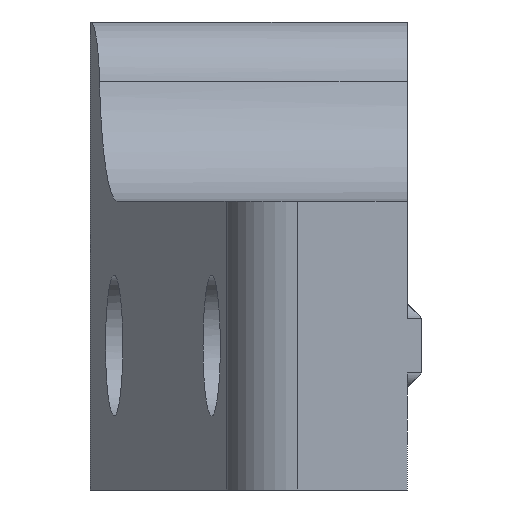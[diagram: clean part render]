
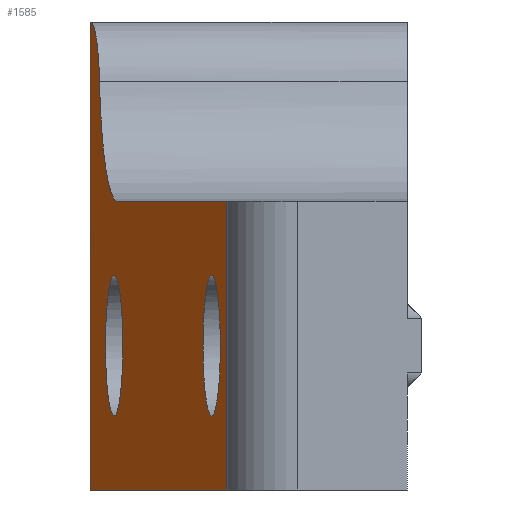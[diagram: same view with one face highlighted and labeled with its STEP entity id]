
A CAD part, left-side view. The second image highlights one B-rep face of the part: STEP entity #1585.
In plain terms, the highlighted planar face has unit normal (-0.122, 0.993, 0).
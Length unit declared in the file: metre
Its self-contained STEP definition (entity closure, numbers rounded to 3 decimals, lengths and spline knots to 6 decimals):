
#103=ELLIPSE('',#1791,0.004912,0.004875);
#104=ELLIPSE('',#1792,0.004912,0.004875);
#105=ELLIPSE('',#1793,0.010075,0.01);
#106=ELLIPSE('',#1794,0.005037,0.005);
#421=ORIENTED_EDGE('',*,*,#824,.F.);
#422=ORIENTED_EDGE('',*,*,#825,.F.);
#423=ORIENTED_EDGE('',*,*,#826,.F.);
#424=ORIENTED_EDGE('',*,*,#827,.T.);
#425=ORIENTED_EDGE('',*,*,#798,.F.);
#426=ORIENTED_EDGE('',*,*,#822,.T.);
#427=ORIENTED_EDGE('',*,*,#828,.T.);
#428=ORIENTED_EDGE('',*,*,#829,.T.);
#429=ORIENTED_EDGE('',*,*,#830,.T.);
#798=EDGE_CURVE('',#976,#977,#1094,.T.);
#822=EDGE_CURVE('',#976,#997,#1105,.T.);
#824=EDGE_CURVE('',#999,#999,#103,.F.);
#825=EDGE_CURVE('',#1000,#1000,#104,.F.);
#826=EDGE_CURVE('',#1001,#1002,#105,.F.);
#827=EDGE_CURVE('',#1001,#977,#106,.F.);
#828=EDGE_CURVE('',#997,#1003,#1107,.T.);
#829=EDGE_CURVE('',#1003,#1004,#1108,.F.);
#830=EDGE_CURVE('',#1004,#1002,#1109,.T.);
#976=VERTEX_POINT('',#2702);
#977=VERTEX_POINT('',#2704);
#997=VERTEX_POINT('',#2763);
#999=VERTEX_POINT('',#2769);
#1000=VERTEX_POINT('',#2771);
#1001=VERTEX_POINT('',#2773);
#1002=VERTEX_POINT('',#2774);
#1003=VERTEX_POINT('',#2777);
#1004=VERTEX_POINT('',#2779);
#1094=LINE('',#2703,#1192);
#1105=LINE('',#2765,#1203);
#1107=LINE('',#2776,#1205);
#1108=LINE('',#2778,#1206);
#1109=LINE('',#2780,#1207);
#1192=VECTOR('',#2165,1.);
#1203=VECTOR('',#2212,1.);
#1205=VECTOR('',#2224,1.);
#1206=VECTOR('',#2225,1.);
#1207=VECTOR('',#2226,1.);
#1271=EDGE_LOOP('',(#421));
#1272=EDGE_LOOP('',(#422));
#1273=EDGE_LOOP('',(#423,#424,#425,#426,#427,#428,#429));
#1415=FACE_BOUND('',#1271,.T.);
#1416=FACE_BOUND('',#1272,.T.);
#1417=FACE_BOUND('',#1273,.T.);
#1537=PLANE('',#1790);
#1585=ADVANCED_FACE('',(#1415,#1416,#1417),#1537,.F.);
#1790=AXIS2_PLACEMENT_3D('',#2767,#2214,#2215);
#1791=AXIS2_PLACEMENT_3D('',#2768,#2216,#2217);
#1792=AXIS2_PLACEMENT_3D('',#2770,#2218,#2219);
#1793=AXIS2_PLACEMENT_3D('',#2772,#2220,#2221);
#1794=AXIS2_PLACEMENT_3D('',#2775,#2222,#2223);
#2165=DIRECTION('',(-0.993,-0.122,0.));
#2212=DIRECTION('',(0.,0.,-1.));
#2214=DIRECTION('',(0.122,-0.993,0.));
#2215=DIRECTION('',(0.993,0.122,0.));
#2216=DIRECTION('',(0.122,-0.993,0.));
#2217=DIRECTION('',(0.993,0.122,0.));
#2218=DIRECTION('',(0.122,-0.993,0.));
#2219=DIRECTION('',(0.993,0.122,0.));
#2220=DIRECTION('',(0.122,-0.993,0.));
#2221=DIRECTION('',(-0.993,-0.122,0.));
#2222=DIRECTION('',(0.122,-0.993,0.));
#2223=DIRECTION('',(-0.993,-0.122,0.));
#2224=DIRECTION('',(-0.993,-0.122,0.));
#2225=DIRECTION('',(0.,0.,-1.));
#2226=DIRECTION('',(0.993,0.122,0.));
#2702=CARTESIAN_POINT('',(-0.014111,0.008925,0.0324));
#2703=CARTESIAN_POINT('',(-0.054556,0.003963,0.0324));
#2704=CARTESIAN_POINT('',(-0.014338,0.008897,0.0324));
#2763=CARTESIAN_POINT('',(-0.014111,0.008925,0.));
#2765=CARTESIAN_POINT('',(-0.014111,0.008925,0.0324));
#2767=CARTESIAN_POINT('',(-0.054556,0.003963,0.0324));
#2768=CARTESIAN_POINT('',(-0.0825,0.000534,0.01));
#2769=CARTESIAN_POINT('',(-0.077625,0.001132,0.01));
#2770=CARTESIAN_POINT('',(-0.0275,0.007282,0.01));
#2771=CARTESIAN_POINT('',(-0.022625,0.00788,0.01));
#2772=CARTESIAN_POINT('',(-0.029111,0.007085,0.03));
#2773=CARTESIAN_POINT('',(-0.019263,0.008293,0.028267));
#2774=CARTESIAN_POINT('',(-0.029111,0.007085,0.02));
#2775=CARTESIAN_POINT('',(-0.014338,0.008897,0.0274));
#2776=CARTESIAN_POINT('',(-0.054556,0.003963,0.));
#2777=CARTESIAN_POINT('',(-0.090609,-0.000461,0.));
#2778=CARTESIAN_POINT('',(-0.090609,-0.000461,0.02));
#2779=CARTESIAN_POINT('',(-0.090609,-0.000461,0.02));
#2780=CARTESIAN_POINT('',(-0.061344,0.00313,0.02));
